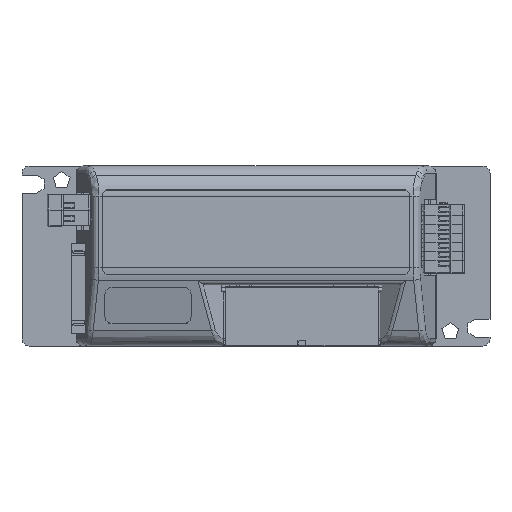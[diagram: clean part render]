
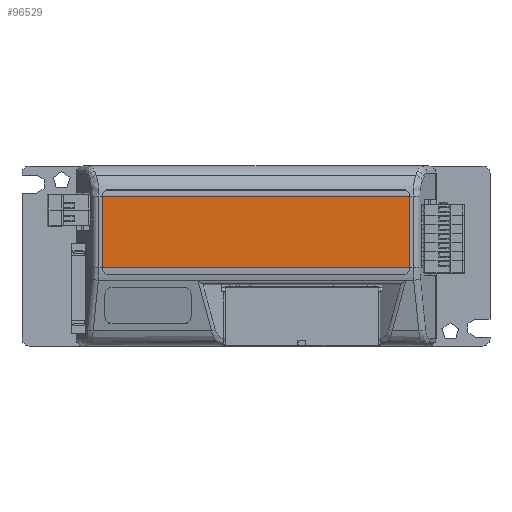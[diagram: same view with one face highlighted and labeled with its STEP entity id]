
A CAD part, top view. The second image highlights one B-rep face of the part: STEP entity #96529.
In plain terms, the highlighted planar face has unit normal (0, 0, 1).
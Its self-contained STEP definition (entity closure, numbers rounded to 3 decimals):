
#7702=PLANE('',#104089);
#12824=FACE_OUTER_BOUND('',#18394,.T.);
#18394=EDGE_LOOP('',(#90390,#90391,#90392,#90393));
#28798=LINE('',#164485,#39222);
#28808=LINE('',#164614,#39232);
#28814=LINE('',#164728,#39238);
#28815=LINE('',#164730,#39239);
#39222=VECTOR('',#129119,19.757);
#39232=VECTOR('',#129145,19.757);
#39238=VECTOR('',#129163,85.29);
#39239=VECTOR('',#129166,85.29);
#50038=VERTEX_POINT('',#164478);
#50041=VERTEX_POINT('',#164483);
#50055=VERTEX_POINT('',#164611);
#50056=VERTEX_POINT('',#164613);
#63481=EDGE_CURVE('',#50038,#50041,#28798,.T.);
#63500=EDGE_CURVE('',#50056,#50055,#28808,.T.);
#63513=EDGE_CURVE('',#50041,#50056,#28814,.T.);
#63514=EDGE_CURVE('',#50055,#50038,#28815,.T.);
#90390=ORIENTED_EDGE('',*,*,#63514,.T.);
#90391=ORIENTED_EDGE('',*,*,#63481,.T.);
#90392=ORIENTED_EDGE('',*,*,#63513,.T.);
#90393=ORIENTED_EDGE('',*,*,#63500,.T.);
#96529=ADVANCED_FACE('',(#12824),#7702,.F.);
#104089=AXIS2_PLACEMENT_3D('',#164729,#129164,#129165);
#129119=DIRECTION('',(0.,-1.,0.));
#129145=DIRECTION('',(0.,1.,0.));
#129163=DIRECTION('',(1.,0.,0.));
#129164=DIRECTION('center_axis',(0.,0.,-1.));
#129165=DIRECTION('ref_axis',(-1.,0.,0.));
#129166=DIRECTION('',(-1.,0.,0.));
#164478=CARTESIAN_POINT('',(-42.645,16.603,16.));
#164483=CARTESIAN_POINT('',(-42.646,-3.153,16.));
#164485=CARTESIAN_POINT('',(-42.646,16.603,16.));
#164611=CARTESIAN_POINT('',(42.646,16.603,16.));
#164613=CARTESIAN_POINT('',(42.646,-3.153,16.));
#164614=CARTESIAN_POINT('',(42.646,-3.153,16.));
#164728=CARTESIAN_POINT('',(-42.644,-3.153,16.));
#164729=CARTESIAN_POINT('Origin',(-50.,0.,16.));
#164730=CARTESIAN_POINT('',(42.646,16.603,16.));
